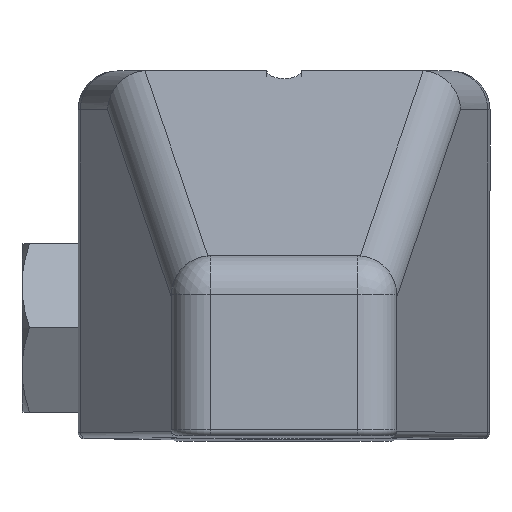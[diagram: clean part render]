
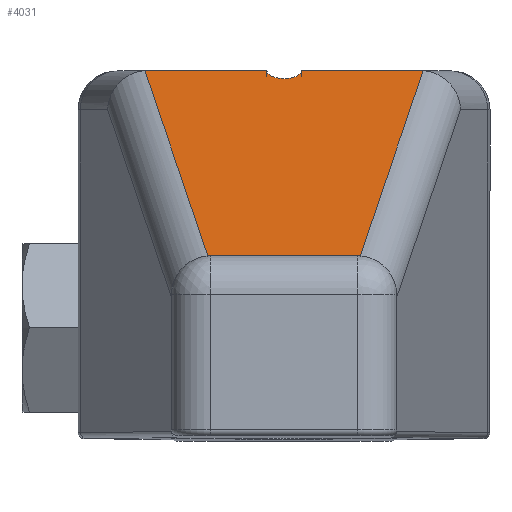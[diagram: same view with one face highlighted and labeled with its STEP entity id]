
A CAD part, top view. The second image highlights one B-rep face of the part: STEP entity #4031.
In plain terms, the highlighted planar face has unit normal (0, 0.906, 0.423).
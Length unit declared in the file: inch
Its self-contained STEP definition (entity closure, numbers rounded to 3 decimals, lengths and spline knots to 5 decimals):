
#155=DIRECTION('',(-1.,0.,0.));
#156=VECTOR('',#155,0.39751);
#157=CARTESIAN_POINT('',(0.45501,1.225,0.68968));
#158=LINE('',#157,#156);
#204=DIRECTION('',(-1.,0.,0.));
#205=VECTOR('',#204,0.39751);
#206=CARTESIAN_POINT('',(-0.0575,1.22496,
0.68984));
#207=LINE('',#206,#205);
#1816=CARTESIAN_POINT('',(0.46359,1.22472,
0.69029));
#1817=CARTESIAN_POINT('',(0.46074,1.22491,
0.68988));
#1818=CARTESIAN_POINT('',(0.45788,1.225,0.68968));
#1819=CARTESIAN_POINT('',(0.45501,1.225,0.68968));
#1824=CARTESIAN_POINT('',(0.252,0.59981,
2.0304));
#1825=CARTESIAN_POINT('',(0.24968,0.59994,
2.03014));
#1826=CARTESIAN_POINT('',(0.24734,0.6,2.03));
#1827=CARTESIAN_POINT('',(0.245,0.6,2.03));
#1832=DIRECTION('',(-1.,0.,0.));
#1833=VECTOR('',#1832,0.49);
#1834=CARTESIAN_POINT('',(0.245,0.6,2.03));
#1835=LINE('',#1834,#1833);
#1839=CARTESIAN_POINT('',(-0.46359,1.22472,
0.69029));
#1840=CARTESIAN_POINT('',(-0.46074,1.22491,
0.68988));
#1841=CARTESIAN_POINT('',(-0.45788,1.225,0.68968));
#1842=CARTESIAN_POINT('',(-0.45501,1.225,0.68968));
#1847=CARTESIAN_POINT('',(0.0575,1.22496,
0.68984));
#1848=CARTESIAN_POINT('',(0.0575,1.22234,
0.69547));
#1849=CARTESIAN_POINT('',(0.05601,1.21743,
0.70588));
#1850=CARTESIAN_POINT('',(0.0496,1.21065,
0.72047));
#1851=CARTESIAN_POINT('',(0.03984,1.2051,
0.73236));
#1852=CARTESIAN_POINT('',(0.02773,1.20103,
0.74108));
#1853=CARTESIAN_POINT('',(0.01419,1.19858,
0.74633));
#1854=CARTESIAN_POINT('',(-0.00001,1.19777,
0.74808));
#1855=CARTESIAN_POINT('',(-0.0142,1.19858,
0.74633));
#1856=CARTESIAN_POINT('',(-0.02773,1.20103,
0.74108));
#1857=CARTESIAN_POINT('',(-0.03984,1.2051,
0.73236));
#1858=CARTESIAN_POINT('',(-0.0496,1.21065,
0.72047));
#1859=CARTESIAN_POINT('',(-0.05601,1.21743,
0.70588));
#1860=CARTESIAN_POINT('',(-0.0575,1.22234,
0.69547));
#1861=CARTESIAN_POINT('',(-0.0575,1.22496,
0.68984));
#1954=DIRECTION('',(-0.142,-0.418,0.897));
#1955=VECTOR('',#1954,1.49372);
#1956=CARTESIAN_POINT('',(0.46359,1.22472,
0.69029));
#1957=LINE('',#1956,#1955);
#2079=CARTESIAN_POINT('',(-0.252,0.59981,
2.0304));
#2080=CARTESIAN_POINT('',(-0.24968,0.59994,
2.03014));
#2081=CARTESIAN_POINT('',(-0.24734,0.6,2.03));
#2082=CARTESIAN_POINT('',(-0.245,0.6,2.03));
#2109=DIRECTION('',(-0.142,0.418,-0.897));
#2110=VECTOR('',#2109,1.49372);
#2111=CARTESIAN_POINT('',(-0.252,0.59981,
2.0304));
#2112=LINE('',#2111,#2110);
#2366=CARTESIAN_POINT('',(-0.0575,1.22496,
0.68984));
#2368=VERTEX_POINT('',#2366);
#2374=CARTESIAN_POINT('',(0.0575,1.22496,
0.68984));
#2376=VERTEX_POINT('',#2374);
#2458=CARTESIAN_POINT('',(0.45501,1.225,0.68968));
#2459=VERTEX_POINT('',#2458);
#2462=VERTEX_POINT('',#1816);
#2466=CARTESIAN_POINT('',(0.252,0.59981,
2.0304));
#2467=VERTEX_POINT('',#2466);
#2470=CARTESIAN_POINT('',(0.245,0.6,2.03));
#2472=VERTEX_POINT('',#2470);
#2484=CARTESIAN_POINT('',(-0.245,0.6,2.03));
#2485=VERTEX_POINT('',#2484);
#2490=CARTESIAN_POINT('',(-0.252,0.59981,
2.0304));
#2491=CARTESIAN_POINT('',(-0.46359,1.22472,
0.69029));
#2492=VERTEX_POINT('',#2490);
#2493=VERTEX_POINT('',#2491);
#2495=CARTESIAN_POINT('',(-0.45501,1.225,0.68968));
#2497=VERTEX_POINT('',#2495);
#4008=CARTESIAN_POINT('',(0.82473,0.6,2.03));
#4009=DIRECTION('',(0.,-0.906,-0.423));
#4010=DIRECTION('',(0.,0.423,-0.906));
#4011=AXIS2_PLACEMENT_3D('',#4008,#4009,#4010);
#4012=PLANE('',#4011);
#4014=ORIENTED_EDGE('',*,*,#4013,.F.);
#4016=ORIENTED_EDGE('',*,*,#4015,.T.);
#4018=ORIENTED_EDGE('',*,*,#4017,.T.);
#4020=ORIENTED_EDGE('',*,*,#4019,.T.);
#4022=ORIENTED_EDGE('',*,*,#4021,.F.);
#4024=ORIENTED_EDGE('',*,*,#4023,.T.);
#4025=ORIENTED_EDGE('',*,*,#3998,.T.);
#4026=ORIENTED_EDGE('',*,*,#2755,.F.);
#4027=ORIENTED_EDGE('',*,*,#2660,.F.);
#4028=ORIENTED_EDGE('',*,*,#2725,.F.);
#4029=EDGE_LOOP('',(#4014,#4016,#4018,#4020,#4022,#4024,#4025,#4026,#4027,
#4028));
#4030=FACE_OUTER_BOUND('',#4029,.F.);
#1820=B_SPLINE_CURVE_WITH_KNOTS('',3,(#1816,#1817,#1818,#1819),.UNSPECIFIED.,
.F.,.F.,(4,4),(0.,1.),.UNSPECIFIED.);
#1828=B_SPLINE_CURVE_WITH_KNOTS('',3,(#1824,#1825,#1826,#1827),.UNSPECIFIED.,
.F.,.F.,(4,4),(0.,1.),.UNSPECIFIED.);
#1843=B_SPLINE_CURVE_WITH_KNOTS('',3,(#1839,#1840,#1841,#1842),.UNSPECIFIED.,
.F.,.F.,(4,4),(0.,1.),.UNSPECIFIED.);
#1862=B_SPLINE_CURVE_WITH_KNOTS('',3,(#1847,#1848,#1849,#1850,#1851,#1852,#1853,
#1854,#1855,#1856,#1857,#1858,#1859,#1860,#1861),.UNSPECIFIED.,.F.,.F.,(4,1,1,1,
1,1,1,1,1,1,1,1,4),(0.,0.08333,0.16667,0.25,
0.33333,0.41667,0.5,0.58333,0.66667,
0.75,0.83333,0.91667,1.),.UNSPECIFIED.);
#2083=B_SPLINE_CURVE_WITH_KNOTS('',3,(#2079,#2080,#2081,#2082),.UNSPECIFIED.,
.F.,.F.,(4,4),(0.,1.),.UNSPECIFIED.);
#2660=EDGE_CURVE('',#2376,#2368,#1862,.T.);
#2725=EDGE_CURVE('',#2459,#2376,#158,.T.);
#2755=EDGE_CURVE('',#2368,#2497,#207,.T.);
#3998=EDGE_CURVE('',#2493,#2497,#1843,.T.);
#4013=EDGE_CURVE('',#2462,#2459,#1820,.T.);
#4015=EDGE_CURVE('',#2462,#2467,#1957,.T.);
#4017=EDGE_CURVE('',#2467,#2472,#1828,.T.);
#4019=EDGE_CURVE('',#2472,#2485,#1835,.T.);
#4021=EDGE_CURVE('',#2492,#2485,#2083,.T.);
#4023=EDGE_CURVE('',#2492,#2493,#2112,.T.);
#4031=ADVANCED_FACE('',(#4030),#4012,.F.);
